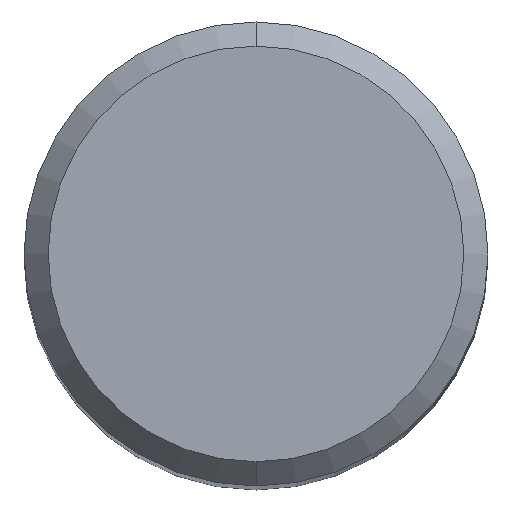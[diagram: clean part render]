
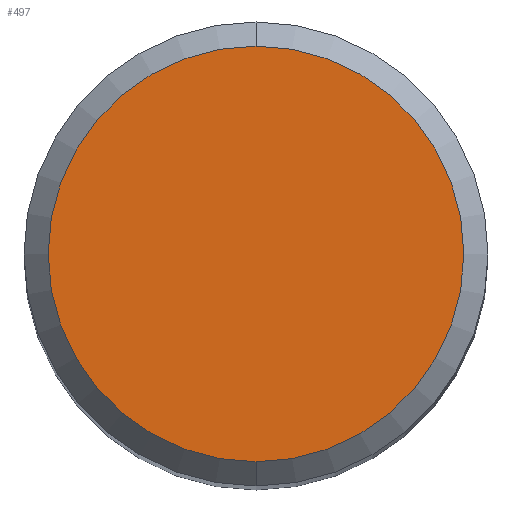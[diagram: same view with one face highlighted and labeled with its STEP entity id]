
A CAD part, top view. The second image highlights one B-rep face of the part: STEP entity #497.
In plain terms, the highlighted planar face has unit normal (0, 0, 1).
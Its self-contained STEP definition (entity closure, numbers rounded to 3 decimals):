
#249=EDGE_CURVE('',#529,#477,#641,.T.);
#477=VERTEX_POINT('',#891);
#497=ADVANCED_FACE('',(#915),#916,.T.);
#529=VERTEX_POINT('',#950);
#579=EDGE_CURVE('',#477,#529,#1007,.T.);
#641=CIRCLE('',#1080,4.3);
#891=CARTESIAN_POINT('',(0.0,4.3,0.0));
#915=FACE_OUTER_BOUND('',#1641,.T.);
#916=PLANE('',#1642);
#950=CARTESIAN_POINT('',(0.,-4.3,0.0));
#1007=CIRCLE('',#1794,4.3);
#1080=AXIS2_PLACEMENT_3D('',#1851,#1852,#1853);
#1641=EDGE_LOOP('',(#2172,#2173));
#1642=AXIS2_PLACEMENT_3D('',#2174,#2175,#2176);
#1794=AXIS2_PLACEMENT_3D('',#2275,#2276,#2277);
#1851=CARTESIAN_POINT('',(0.0,0.0,0.0));
#1852=DIRECTION('',(0.0,0.0,-1.0));
#1853=DIRECTION('',(0.0,1.0,0.0));
#2172=ORIENTED_EDGE('',*,*,#579,.F.);
#2173=ORIENTED_EDGE('',*,*,#249,.F.);
#2174=CARTESIAN_POINT('',(0.0,2.15,0.0));
#2175=DIRECTION('',(-0.0,0.0,1.0));
#2176=DIRECTION('',(0.0,-1.0,0.0));
#2275=CARTESIAN_POINT('',(0.0,0.0,0.0));
#2276=DIRECTION('',(0.0,0.0,-1.0));
#2277=DIRECTION('',(0.0,1.0,0.0));
